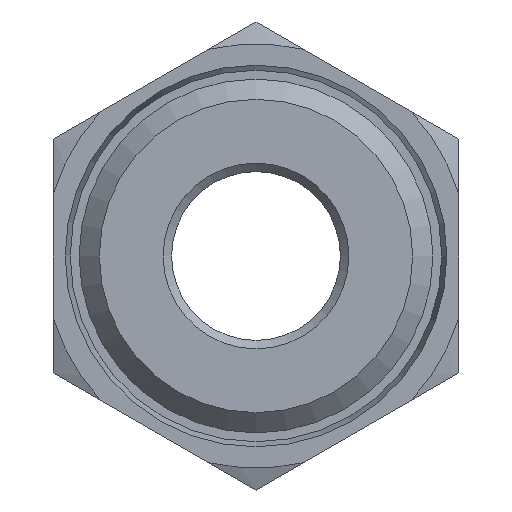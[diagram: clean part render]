
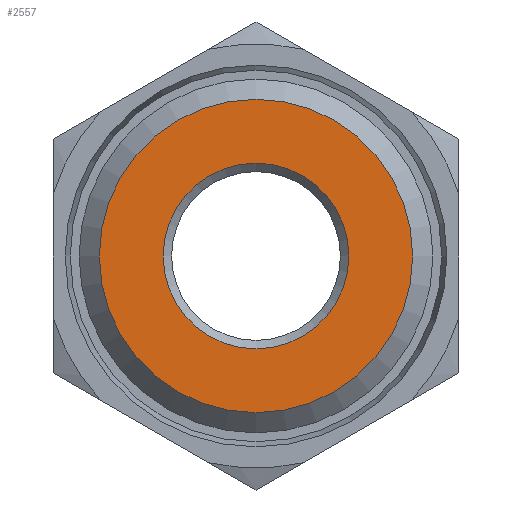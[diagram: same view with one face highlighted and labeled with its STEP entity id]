
A CAD part, front view. The second image highlights one B-rep face of the part: STEP entity #2557.
In plain terms, the highlighted planar face has unit normal (0, -1, 0).
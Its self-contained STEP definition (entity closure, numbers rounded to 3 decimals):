
#2515=CARTESIAN_POINT('',(-9.278,0.,0.));
#2516=VERTEX_POINT('',#2515);
#2517=CARTESIAN_POINT('',(0.,0.,0.0));
#2518=DIRECTION('',(0.0,1.0,0.0));
#2519=DIRECTION('',(1.0,0.0,0.0));
#2520=AXIS2_PLACEMENT_3D('',#2517,#2518,#2519);
#2521=CIRCLE('',#2520,9.278);
#2522=EDGE_CURVE('',#2516,#2516,#2521,.T.);
#2538=CARTESIAN_POINT('',(-5.239,0.,0.0));
#2539=DIRECTION('',(0.0,-1.0,0.0));
#2540=DIRECTION('',(0.0,0.0,-1.0));
#2541=AXIS2_PLACEMENT_3D('',#2538,#2539,#2540);
#2542=PLANE('',#2541);
#2543=ORIENTED_EDGE('',*,*,#2522,.F.);
#2544=EDGE_LOOP('',(#2543));
#2545=FACE_OUTER_BOUND('',#2544,.T.);
#2546=CARTESIAN_POINT('',(0.,0.,5.5));
#2547=VERTEX_POINT('',#2546);
#2548=CARTESIAN_POINT('',(0.,0.,0.0));
#2549=DIRECTION('',(0.0,-1.0,0.0));
#2550=DIRECTION('',(0.0,0.0,-1.0));
#2551=AXIS2_PLACEMENT_3D('',#2548,#2549,#2550);
#2552=CIRCLE('',#2551,5.5);
#2553=EDGE_CURVE('',#2547,#2547,#2552,.T.);
#2554=ORIENTED_EDGE('',*,*,#2553,.F.);
#2555=EDGE_LOOP('',(#2554));
#2556=FACE_BOUND('',#2555,.T.);
#2557=ADVANCED_FACE('',(#2545,#2556),#2542,.T.);
